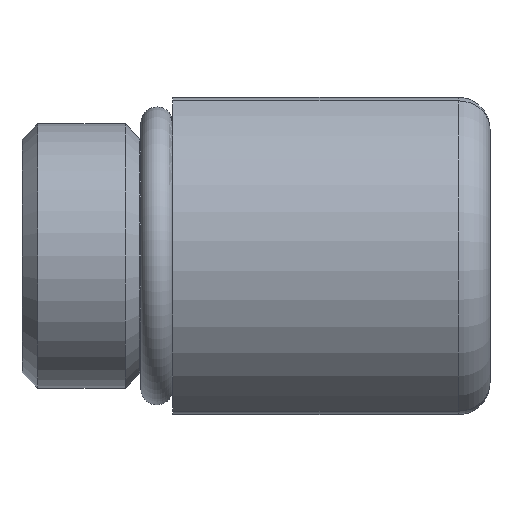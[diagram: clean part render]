
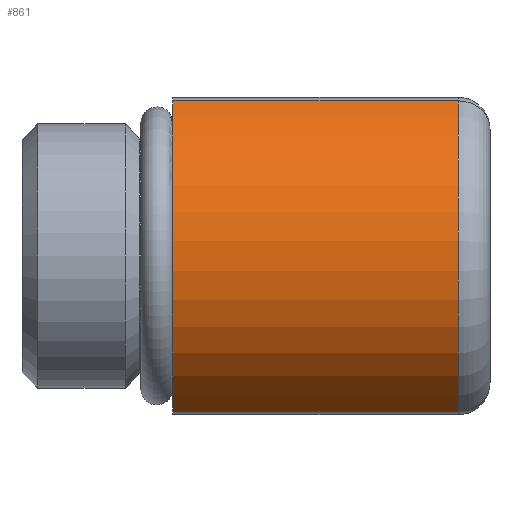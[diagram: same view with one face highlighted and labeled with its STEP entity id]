
A CAD part, left-side view. The second image highlights one B-rep face of the part: STEP entity #861.
In plain terms, the highlighted cylindrical face has radius 11 mm (diameter 22 mm), a partial arc.
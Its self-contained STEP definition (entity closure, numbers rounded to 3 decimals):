
#52=CYLINDRICAL_SURFACE('',#968,11.);
#78=LINE('',#1399,#108);
#83=LINE('',#1420,#113);
#108=VECTOR('',#1123,10.);
#113=VECTOR('',#1150,10.);
#156=FACE_OUTER_BOUND('',#215,.T.);
#215=EDGE_LOOP('',(#591,#592,#593,#594));
#274=CIRCLE('',#940,11.);
#293=CIRCLE('',#969,11.);
#348=VERTEX_POINT('',#1358);
#350=VERTEX_POINT('',#1361);
#363=VERTEX_POINT('',#1397);
#368=VERTEX_POINT('',#1418);
#423=EDGE_CURVE('',#350,#348,#274,.T.);
#442=EDGE_CURVE('',#363,#348,#78,.T.);
#452=EDGE_CURVE('',#368,#363,#293,.T.);
#453=EDGE_CURVE('',#350,#368,#83,.T.);
#591=ORIENTED_EDGE('',*,*,#442,.F.);
#592=ORIENTED_EDGE('',*,*,#452,.F.);
#593=ORIENTED_EDGE('',*,*,#453,.F.);
#594=ORIENTED_EDGE('',*,*,#423,.T.);
#861=ADVANCED_FACE('',(#156),#52,.T.);
#940=AXIS2_PLACEMENT_3D('',#1362,#1080,#1081);
#968=AXIS2_PLACEMENT_3D('',#1417,#1146,#1147);
#969=AXIS2_PLACEMENT_3D('',#1419,#1148,#1149);
#1080=DIRECTION('center_axis',(0.,-1.,0.));
#1081=DIRECTION('ref_axis',(1.,0.,0.));
#1123=DIRECTION('',(0.,1.,0.));
#1146=DIRECTION('center_axis',(0.,-1.,0.));
#1147=DIRECTION('ref_axis',(-1.,0.,0.));
#1148=DIRECTION('center_axis',(0.,-1.,0.));
#1149=DIRECTION('ref_axis',(-1.,0.,0.));
#1150=DIRECTION('',(0.,-1.,0.));
#1358=CARTESIAN_POINT('',(-17.93,7.867,-9.778));
#1361=CARTESIAN_POINT('',(-17.93,7.867,9.778));
#1362=CARTESIAN_POINT('Origin',(-12.891,7.867,0.));
#1397=CARTESIAN_POINT('',(-17.93,-10.133,-9.778));
#1399=CARTESIAN_POINT('',(-17.93,-2.133,-9.778));
#1417=CARTESIAN_POINT('Origin',(-12.891,-2.133,0.));
#1418=CARTESIAN_POINT('',(-17.93,-10.133,9.778));
#1419=CARTESIAN_POINT('Origin',(-12.891,-10.133,0.));
#1420=CARTESIAN_POINT('',(-17.93,-2.133,9.778));
